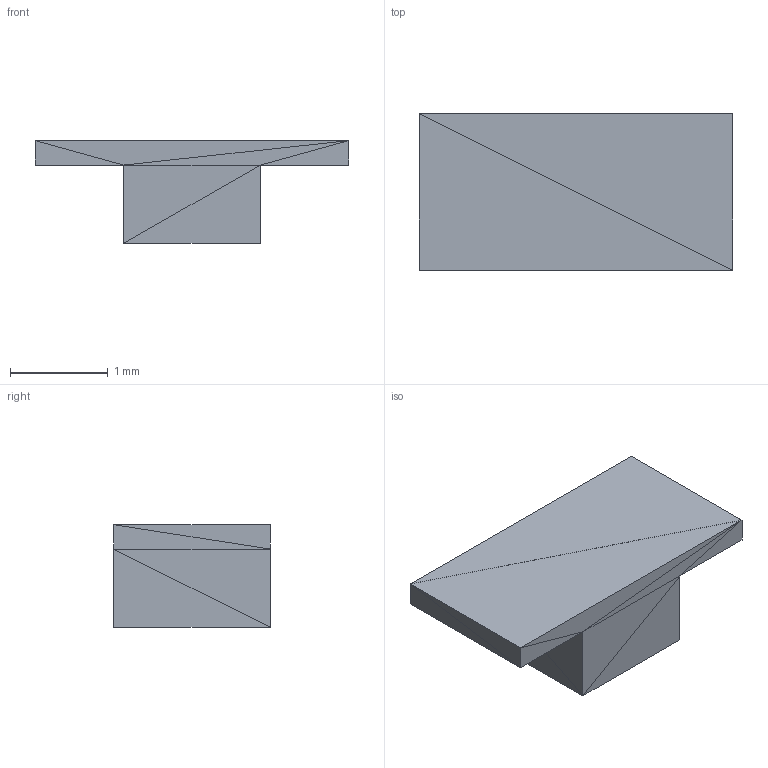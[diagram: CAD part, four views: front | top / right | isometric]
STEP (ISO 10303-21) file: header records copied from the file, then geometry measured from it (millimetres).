
FILE_DESCRIPTION(('FreeCAD Model'),'2;1');
FILE_NAME('LED_1206_3216Metric_ReverseMount.step','2017-11-29T20:53:58',('Author'),(''), 'Open CASCADE STEP processor 6.7','FreeCAD','Unknown');
FILE_SCHEMA(('AUTOMOTIVE_DESIGN_CC2 { 1 2 10303 214 -1 1 5 4 }'));
Length unit declared in the file: millimetre
Products named in the file (2): ASSEMBLY; LED_1206_3216Metric_ReverseMount001
Assembly tree (1 placements, depth 2):
  ASSEMBLY
    LED_1206_3216Metric_ReverseMount001
Bounding box: 3.2 x 1.6 x 1.05 mm (x, y, z)
Surface area: 17.4 mm2 (no closed solid volume)
Topology: 0 solids, 1 shells, 28 faces, 42 edges, 16 vertices
Faces by surface type: plane 28
Entity records: 1101 total; most frequent: CARTESIAN_POINT 214, DIRECTION 144, ORIENTED_EDGE 84, LINE 84, VECTOR 84, PCURVE 84, DEFINITIONAL_REPRESENTATION 84, EDGE_CURVE 42
